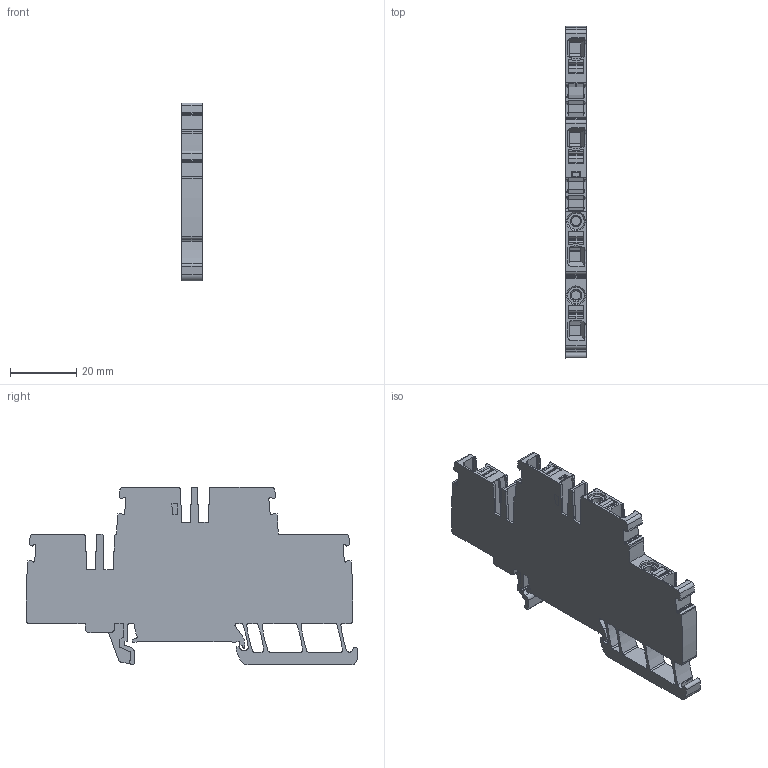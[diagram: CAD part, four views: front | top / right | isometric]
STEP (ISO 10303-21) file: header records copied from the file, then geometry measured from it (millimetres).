
FILE_DESCRIPTION(('CATIA V5 STEP Exchange','CAx-IF Rec.Pracs.--- Model Styling and Organization---1.4--- 2014-01-23'),'2;1');
FILE_NAME ('13269343_4', '2020-01-13T06:23:09+00:00', ('none'), ('Weidmueller'), 'CATIA Version 5-6 Release 2016 SP3 HF44', 'CATIA V5 STEP AP214', 'none');
FILE_SCHEMA(('AUTOMOTIVE_DESIGN { 1 0 10303 214 1 1 1 1 }'));
Length unit declared in the file: millimetre
Products named in the file (1): 2724450000
Bounding box: 6.1 x 99.98 x 53.61 mm (x, y, z)
Volume: 19292.6 mm3; surface area: 12822.7 mm2
Topology: 8 solids, 10 shells, 837 faces, 2414 edges, 1602 vertices
Faces by surface type: plane 430, cylinder 350, extrusion 27, torus 11, cone 8, bspline 8, sphere 3
Entity records: 28478 total; most frequent: CARTESIAN_POINT 7107, ORIENTED_EDGE 4822, DIRECTION 3664, EDGE_CURVE 2411, VECTOR 1628, VERTEX_POINT 1602, LINE 1601, AXIS2_PLACEMENT_3D 1342
